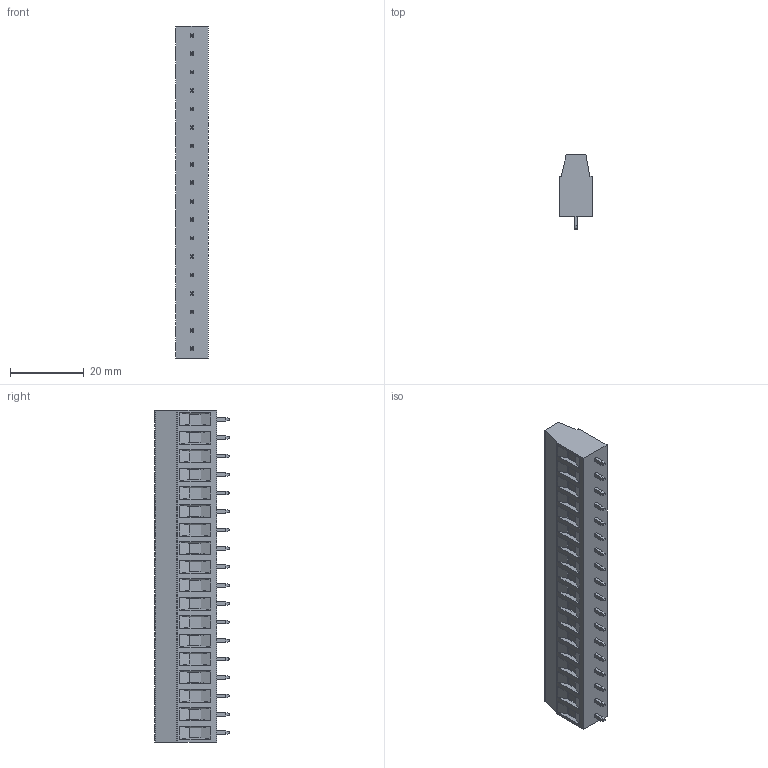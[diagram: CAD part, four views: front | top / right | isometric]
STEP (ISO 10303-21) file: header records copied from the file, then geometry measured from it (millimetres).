
FILE_DESCRIPTION((''),'2;1');
FILE_NAME('PRT0050','2024-11-02T',('yanfa'),(''),'PRO/ENGINEER BY PARAMETRIC TECHNOLOGY CORPORATION, 2009280','PRO/ENGINEER BY PARAMETRIC TECHNOLOGY CORPORATION, 2009280','');
FILE_SCHEMA(('AUTOMOTIVE_DESIGN_CC2 { 1 2 10303 214 -1 1 5 2 }'));
Length unit declared in the file: millimetre
Products named in the file (1): PRT0050
Bounding box: 8.9 x 20.3 x 90 mm (x, y, z)
Volume: 11416.1 mm3; surface area: 6124.3 mm2
Topology: 1 solids, 1 shells, 698 faces, 1584 edges, 960 vertices
Faces by surface type: plane 424, cylinder 166, cone 72, torus 36
Entity records: 19557 total; most frequent: CARTESIAN_POINT 3836, DIRECTION 3276, ORIENTED_EDGE 3168, EDGE_CURVE 1584, AXIS2_PLACEMENT_3D 1102, VECTOR 1072, LINE 1072, VERTEX_POINT 960
